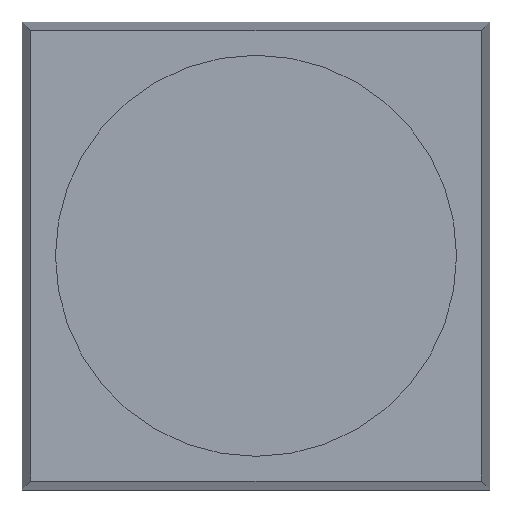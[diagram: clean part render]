
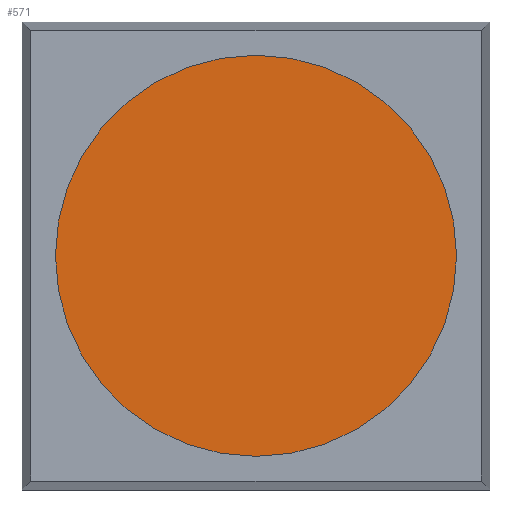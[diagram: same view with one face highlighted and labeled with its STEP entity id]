
A CAD part, top view. The second image highlights one B-rep face of the part: STEP entity #571.
In plain terms, the highlighted planar face has unit normal (0, 0, 1).
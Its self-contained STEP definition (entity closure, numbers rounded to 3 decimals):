
#37=PLANE('',#633);
#76=FACE_OUTER_BOUND('',#116,.T.);
#116=EDGE_LOOP('',(#458));
#285=CIRCLE('',#632,1.5);
#301=VERTEX_POINT('',#870);
#359=EDGE_CURVE('',#301,#301,#285,.T.);
#458=ORIENTED_EDGE('',*,*,#359,.T.);
#571=ADVANCED_FACE('',(#76),#37,.T.);
#632=AXIS2_PLACEMENT_3D('',#872,#715,#716);
#633=AXIS2_PLACEMENT_3D('',#873,#717,#718);
#715=DIRECTION('center_axis',(0.,0.,1.));
#716=DIRECTION('ref_axis',(-1.,0.,0.));
#717=DIRECTION('center_axis',(0.,0.,1.));
#718=DIRECTION('ref_axis',(-1.,0.,0.));
#870=CARTESIAN_POINT('',(1.5,0.,0.95));
#872=CARTESIAN_POINT('Origin',(0.,0.,0.95));
#873=CARTESIAN_POINT('Origin',(0.,0.,0.95));
